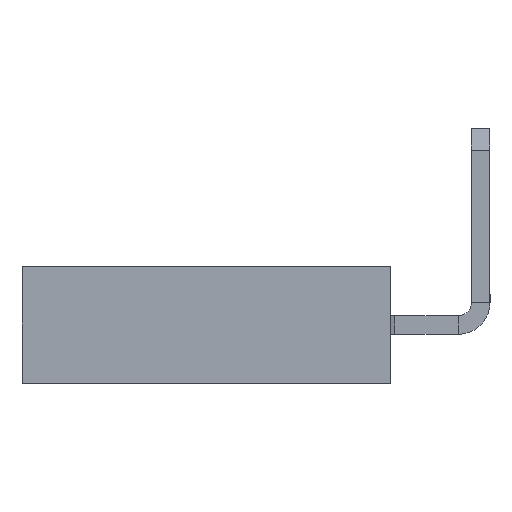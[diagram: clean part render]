
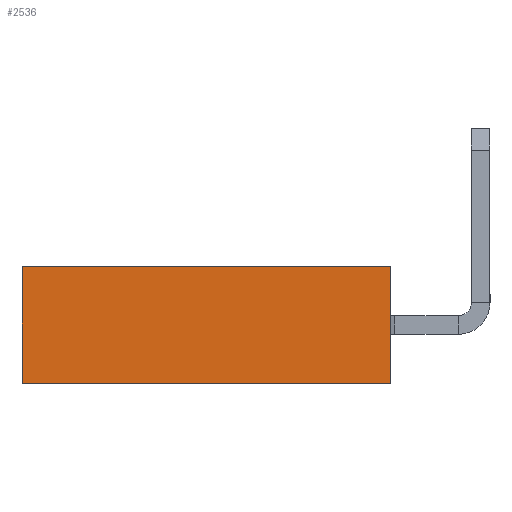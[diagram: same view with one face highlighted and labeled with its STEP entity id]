
A CAD part, left-side view. The second image highlights one B-rep face of the part: STEP entity #2536.
In plain terms, the highlighted planar face has unit normal (-1, 0, 0).
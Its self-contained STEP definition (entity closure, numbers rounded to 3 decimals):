
#202 = VERTEX_POINT ( 'NONE', #15300 ) ;
#389 = VERTEX_POINT ( 'NONE', #3818 ) ;
#475 = DIRECTION ( 'NONE',  ( 0., 0., 1. ) ) ;
#678 = ORIENTED_EDGE ( 'NONE', *, *, #3238, .F. ) ;
#1090 = ORIENTED_EDGE ( 'NONE', *, *, #4996, .F. ) ;
#1101 = VECTOR ( 'NONE', #9670, 1000. ) ;
#1404 = EDGE_LOOP ( 'NONE', ( #15418, #7976, #1090, #678 ) ) ;
#1678 = VECTOR ( 'NONE', #475, 1000. ) ;
#1920 = AXIS2_PLACEMENT_3D ( 'NONE', #5257, #5093, #5051 ) ;
#2092 = LINE ( 'NONE', #9416, #1678 ) ;
#2536 = ADVANCED_FACE ( 'NONE', ( #12516 ), #5308, .F. ) ;
#2642 = CARTESIAN_POINT ( 'NONE',  ( 0., 8.5, 0. ) ) ;
#3238 = EDGE_CURVE ( 'NONE', #202, #13141, #14455, .T. ) ;
#3804 = EDGE_CURVE ( 'NONE', #202, #11022, #11276, .T. ) ;
#3818 = CARTESIAN_POINT ( 'NONE',  ( 0., 0., 0. ) ) ;
#4274 = VECTOR ( 'NONE', #9686, 1000. ) ;
#4829 = LINE ( 'NONE', #2642, #12815 ) ;
#4996 = EDGE_CURVE ( 'NONE', #13141, #389, #4829, .T. ) ;
#5051 = DIRECTION ( 'NONE',  ( 0., 0., -1. ) ) ;
#5093 = DIRECTION ( 'NONE',  ( 1., 0., 0. ) ) ;
#5257 = CARTESIAN_POINT ( 'NONE',  ( 0., 8.5, 0. ) ) ;
#5308 = PLANE ( 'NONE',  #1920 ) ;
#7976 = ORIENTED_EDGE ( 'NONE', *, *, #10573, .T. ) ;
#8377 = CARTESIAN_POINT ( 'NONE',  ( 0., 8.5, 0. ) ) ;
#9034 = DIRECTION ( 'NONE',  ( 0., -1., 0. ) ) ;
#9416 = CARTESIAN_POINT ( 'NONE',  ( 0., 0., 0. ) ) ;
#9670 = DIRECTION ( 'NONE',  ( 0., -1., 0. ) ) ;
#9686 = DIRECTION ( 'NONE',  ( 0., 0., 1. ) ) ;
#10350 = CARTESIAN_POINT ( 'NONE',  ( 0., 0., -2.7 ) ) ;
#10573 = EDGE_CURVE ( 'NONE', #11022, #389, #2092, .T. ) ;
#10949 = CARTESIAN_POINT ( 'NONE',  ( 0., 8.5, -2.7 ) ) ;
#11022 = VERTEX_POINT ( 'NONE', #10350 ) ;
#11276 = LINE ( 'NONE', #10949, #1101 ) ;
#12516 = FACE_OUTER_BOUND ( 'NONE', #1404, .T. ) ;
#12815 = VECTOR ( 'NONE', #9034, 1000. ) ;
#13141 = VERTEX_POINT ( 'NONE', #15180 ) ;
#14455 = LINE ( 'NONE', #8377, #4274 ) ;
#15180 = CARTESIAN_POINT ( 'NONE',  ( 0., 8.5, 0. ) ) ;
#15300 = CARTESIAN_POINT ( 'NONE',  ( 0., 8.5, -2.7 ) ) ;
#15418 = ORIENTED_EDGE ( 'NONE', *, *, #3804, .T. ) ;
